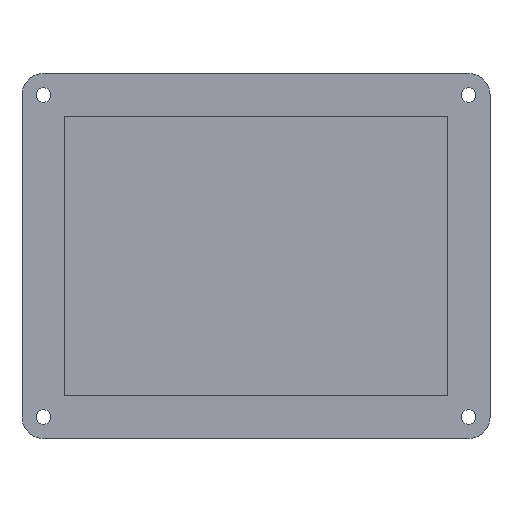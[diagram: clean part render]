
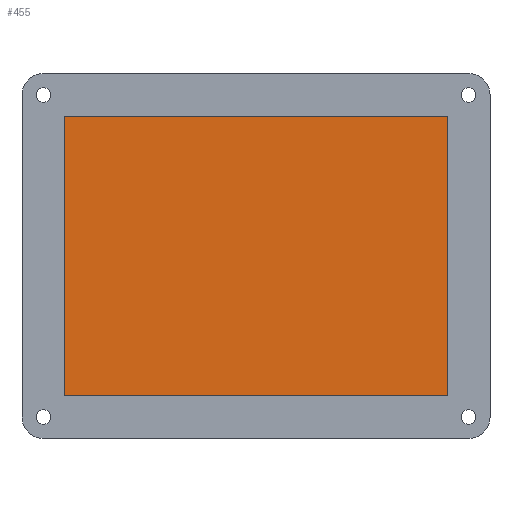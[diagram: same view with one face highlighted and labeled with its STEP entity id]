
A CAD part, top view. The second image highlights one B-rep face of the part: STEP entity #455.
In plain terms, the highlighted planar face has unit normal (0, 0, 1).
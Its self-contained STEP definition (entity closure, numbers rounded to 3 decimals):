
#37=PLANE('',#512);
#60=FACE_OUTER_BOUND('',#91,.T.);
#91=EDGE_LOOP('',(#382,#383,#384,#385));
#124=LINE('',#727,#160);
#128=LINE('',#735,#164);
#135=LINE('',#757,#171);
#138=LINE('',#762,#174);
#160=VECTOR('',#586,10.);
#164=VECTOR('',#592,10.);
#171=VECTOR('',#617,10.);
#174=VECTOR('',#622,10.);
#226=VERTEX_POINT('',#725);
#227=VERTEX_POINT('',#726);
#230=VERTEX_POINT('',#734);
#236=VERTEX_POINT('',#756);
#272=EDGE_CURVE('',#226,#227,#124,.T.);
#276=EDGE_CURVE('',#230,#226,#128,.T.);
#287=EDGE_CURVE('',#227,#236,#135,.T.);
#290=EDGE_CURVE('',#236,#230,#138,.T.);
#382=ORIENTED_EDGE('',*,*,#276,.T.);
#383=ORIENTED_EDGE('',*,*,#272,.T.);
#384=ORIENTED_EDGE('',*,*,#287,.T.);
#385=ORIENTED_EDGE('',*,*,#290,.T.);
#455=ADVANCED_FACE('',(#60),#37,.T.);
#512=AXIS2_PLACEMENT_3D('',#768,#630,#631);
#586=DIRECTION('',(0.,-1.,0.));
#592=DIRECTION('',(-1.,0.,0.));
#617=DIRECTION('',(1.,0.,0.));
#622=DIRECTION('',(0.,1.,0.));
#630=DIRECTION('center_axis',(0.,0.,1.));
#631=DIRECTION('ref_axis',(1.,0.,0.));
#725=CARTESIAN_POINT('',(-89.,65.,3.));
#726=CARTESIAN_POINT('',(-89.,0.,3.));
#727=CARTESIAN_POINT('',(-89.,0.,3.));
#734=CARTESIAN_POINT('',(0.,65.,3.));
#735=CARTESIAN_POINT('',(-89.,65.,3.));
#756=CARTESIAN_POINT('',(0.,0.,3.));
#757=CARTESIAN_POINT('',(0.,0.,3.));
#762=CARTESIAN_POINT('',(0.,65.,3.));
#768=CARTESIAN_POINT('Origin',(-44.5,32.5,3.));
